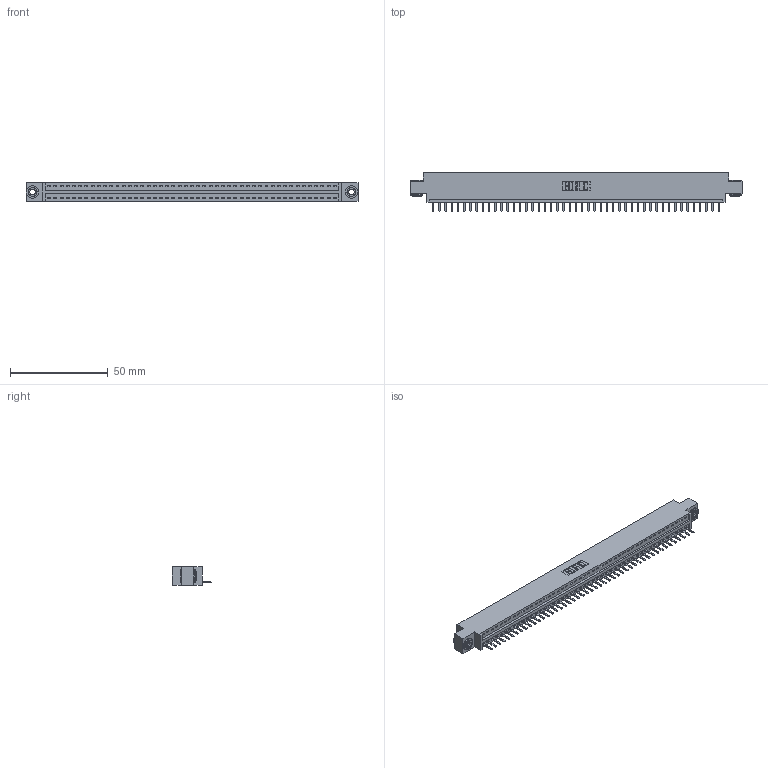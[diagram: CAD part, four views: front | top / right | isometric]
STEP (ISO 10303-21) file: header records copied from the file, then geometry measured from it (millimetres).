
FILE_DESCRIPTION (( 'STEP AP203' ), '1' );
FILE_NAME ('396-047-520-603.STEP', '2018-09-07T10:12:44', ( '' ), ( '' ), 'SwSTEP 2.0', 'SolidWorks 2016', '' );
FILE_SCHEMA (( 'CONFIG_CONTROL_DESIGN' ));
Length unit declared in the file: inch
Products named in the file (4): 346 Part_0.170 Offset - 0.156 Dia-TH; 345-292-001_345-293-120; 345-250-002_345-250-002-102; 396-047-520-603
Assembly tree (50 placements, depth 2):
  396-047-520-603
    346 Part_0.170 Offset - 0.156 Dia-TH
    345-292-001_345-293-120  x47
    345-250-002_345-250-002-102  x2
Bounding box: 169.8 x 20.02 x 9.4 mm (x, y, z)
Volume: 16017.6 mm3; surface area: 20002 mm2
Topology: 50 solids, 50 shells, 3078 faces, 9065 edges, 5914 vertices
Faces by surface type: plane 2064, cylinder 1006, cone 8
Entity records: 29392 total; most frequent: CARTESIAN_POINT 5028, ORIENTED_EDGE 4990, DIRECTION 4447, EDGE_CURVE 2495, VECTOR 2147, LINE 2147, VERTEX_POINT 1658, AXIS2_PLACEMENT_3D 1150
